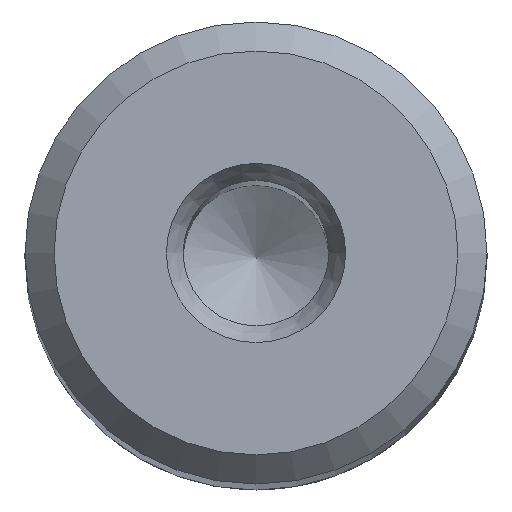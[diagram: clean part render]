
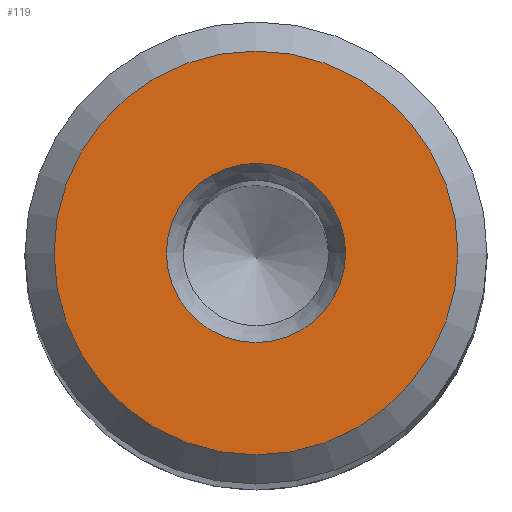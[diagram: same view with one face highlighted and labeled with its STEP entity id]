
A CAD part, top view. The second image highlights one B-rep face of the part: STEP entity #119.
In plain terms, the highlighted planar face has unit normal (0, 0, 1).
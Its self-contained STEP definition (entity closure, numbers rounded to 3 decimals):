
#35=PLANE('',#618);
#119=ADVANCED_FACE('',(#259,#260),#35,.T.);
#259=FACE_BOUND('',#343,.T.);
#260=FACE_BOUND('',#344,.T.);
#343=EDGE_LOOP('',(#427));
#344=EDGE_LOOP('',(#428));
#427=ORIENTED_EDGE('',*,*,#516,.T.);
#428=ORIENTED_EDGE('',*,*,#517,.T.);
#474=VERTEX_POINT('',#1103);
#475=VERTEX_POINT('',#1106);
#516=EDGE_CURVE('',#474,#474,#556,.T.);
#517=EDGE_CURVE('',#475,#475,#557,.T.);
#556=CIRCLE('',#615,3.077);
#557=CIRCLE('',#617,6.938);
#615=AXIS2_PLACEMENT_3D('',#1102,#754,#755);
#617=AXIS2_PLACEMENT_3D('',#1105,#758,#759);
#618=AXIS2_PLACEMENT_3D('',#1107,#760,#761);
#754=DIRECTION('',(0.,0.,-1.));
#755=DIRECTION('',(1.,0.,0.));
#758=DIRECTION('',(0.,0.,1.));
#759=DIRECTION('',(1.,0.,0.));
#760=DIRECTION('',(0.,0.,1.));
#761=DIRECTION('',(1.,0.,0.));
#1102=CARTESIAN_POINT('',(0.,0.,0.));
#1103=CARTESIAN_POINT('',(3.077,0.,0.));
#1105=CARTESIAN_POINT('',(0.,0.,0.));
#1106=CARTESIAN_POINT('',(6.938,0.,0.));
#1107=CARTESIAN_POINT('',(0.,0.,0.));
